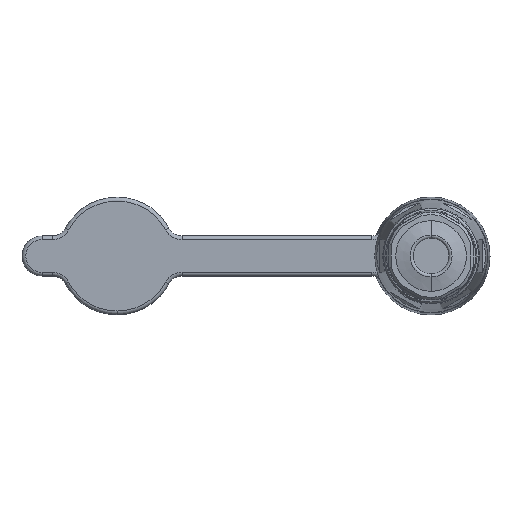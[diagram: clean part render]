
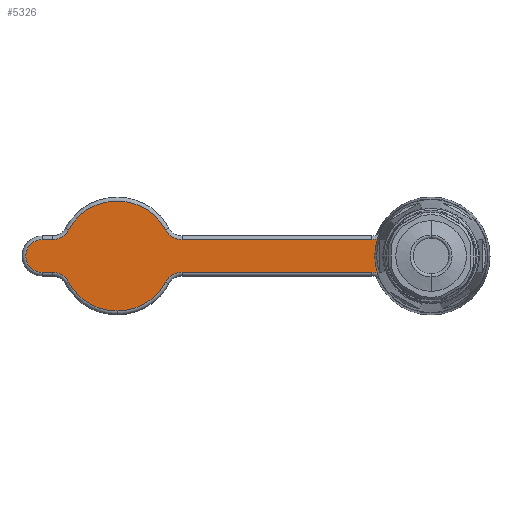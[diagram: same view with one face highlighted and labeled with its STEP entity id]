
A CAD part, left-side view. The second image highlights one B-rep face of the part: STEP entity #5326.
In plain terms, the highlighted face is planar.
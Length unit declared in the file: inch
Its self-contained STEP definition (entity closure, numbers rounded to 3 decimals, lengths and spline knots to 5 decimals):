
#4 = DIRECTION ( 'NONE',  ( 0., 0., 1. ) ) ;
#48 = VERTEX_POINT ( 'NONE', #3383 ) ;
#55 = EDGE_CURVE ( 'NONE', #5542, #1349, #1841, .T. ) ;
#93 = CARTESIAN_POINT ( 'NONE',  ( 0., -0.06398, 0.25591 ) ) ;
#103 = CARTESIAN_POINT ( 'NONE',  ( 0.93021, -0.06398, 0.25591 ) ) ;
#108 = LINE ( 'NONE', #1282, #4564 ) ;
#150 = EDGE_CURVE ( 'NONE', #5141, #3472, #1580, .T. ) ;
#253 = CIRCLE ( 'NONE', #2241, 0.21654 ) ;
#269 = CARTESIAN_POINT ( 'NONE',  ( 5.70334, -0.06398, -0.41105 ) ) ;
#281 = DIRECTION ( 'NONE',  ( 0., 1., 0. ) ) ;
#299 = ORIENTED_EDGE ( 'NONE', *, *, #1512, .T. ) ;
#371 = CARTESIAN_POINT ( 'NONE',  ( 5.96324, -0.06398, -0.55118 ) ) ;
#372 = DIRECTION ( 'NONE',  ( 0., 1., 0. ) ) ;
#457 = CARTESIAN_POINT ( 'NONE',  ( 0., -0.06398, 0.25591 ) ) ;
#484 = CARTESIAN_POINT ( 'NONE',  ( 4.17855, -0.06398, -0.41105 ) ) ;
#492 = AXIS2_PLACEMENT_3D ( 'NONE', #709, #3722, #1161 ) ;
#545 = DIRECTION ( 'NONE',  ( 0., 1., 0. ) ) ;
#547 = AXIS2_PLACEMENT_3D ( 'NONE', #3109, #545, #3557 ) ;
#578 = CARTESIAN_POINT ( 'NONE',  ( 6.12205, -0.06398, -0.25591 ) ) ;
#604 = CIRCLE ( 'NONE', #3190, 0.25591 ) ;
#709 = CARTESIAN_POINT ( 'NONE',  ( 0.93021, -0.06398, 0.47244 ) ) ;
#744 = AXIS2_PLACEMENT_3D ( 'NONE', #4910, #2325, #5333 ) ;
#759 = DIRECTION ( 'NONE',  ( 0., 1., 0. ) ) ;
#803 = DIRECTION ( 'NONE',  ( 0., 0., 1. ) ) ;
#837 = ORIENTED_EDGE ( 'NONE', *, *, #5011, .T. ) ;
#847 = EDGE_CURVE ( 'NONE', #3884, #4944, #2027, .T. ) ;
#1062 = VERTEX_POINT ( 'NONE', #4390 ) ;
#1129 = DIRECTION ( 'NONE',  ( 0., -1., 0. ) ) ;
#1147 = VECTOR ( 'NONE', #4470, 39.37008 ) ;
#1161 = DIRECTION ( 'NONE',  ( 0., 0., 1. ) ) ;
#1246 = ORIENTED_EDGE ( 'NONE', *, *, #2893, .T. ) ;
#1262 = DIRECTION ( 'NONE',  ( 1., 0., 0. ) ) ;
#1282 = CARTESIAN_POINT ( 'NONE',  ( 3.91865, -0.06398, -0.25591 ) ) ;
#1349 = VERTEX_POINT ( 'NONE', #578 ) ;
#1373 = CIRCLE ( 'NONE', #492, 0.21654 ) ;
#1406 = EDGE_CURVE ( 'NONE', #1349, #3907, #604, .T. ) ;
#1490 = AXIS2_PLACEMENT_3D ( 'NONE', #4666, #2075, #5090 ) ;
#1498 = CARTESIAN_POINT ( 'NONE',  ( 0.93021, -0.06398, -0.25591 ) ) ;
#1512 = EDGE_CURVE ( 'NONE', #3472, #1900, #1373, .T. ) ;
#1546 = CIRCLE ( 'NONE', #2607, 0.88583 ) ;
#1580 = LINE ( 'NONE', #457, #2571 ) ;
#1605 = AXIS2_PLACEMENT_3D ( 'NONE', #371, #3379, #803 ) ;
#1841 = LINE ( 'NONE', #4264, #1964 ) ;
#1853 = EDGE_CURVE ( 'NONE', #3907, #1062, #2287, .T. ) ;
#1882 = ORIENTED_EDGE ( 'NONE', *, *, #3772, .T. ) ;
#1900 = VERTEX_POINT ( 'NONE', #4938 ) ;
#1945 = CIRCLE ( 'NONE', #1490, 0.29528 ) ;
#1964 = VECTOR ( 'NONE', #1262, 39.37008 ) ;
#1993 = DIRECTION ( 'NONE',  ( 0., 0., 1. ) ) ;
#2027 = CIRCLE ( 'NONE', #4402, 0.86614 ) ;
#2075 = DIRECTION ( 'NONE',  ( 0., 1., 0. ) ) ;
#2152 = ORIENTED_EDGE ( 'NONE', *, *, #1853, .T. ) ;
#2241 = AXIS2_PLACEMENT_3D ( 'NONE', #2842, #281, #3279 ) ;
#2253 = EDGE_LOOP ( 'NONE', ( #2431, #299, #3960, #4469, #5235, #1882, #5219, #2465, #2768, #2856, #2152, #1246, #4146, #3816, #837 ) ) ;
#2287 = LINE ( 'NONE', #93, #1147 ) ;
#2325 = DIRECTION ( 'NONE',  ( 0., -1., 0. ) ) ;
#2358 = DIRECTION ( 'NONE',  ( 0., -1., 0. ) ) ;
#2375 = EDGE_CURVE ( 'NONE', #3118, #5542, #4304, .T. ) ;
#2376 = CARTESIAN_POINT ( 'NONE',  ( 6.12205, -0.06398, 0.25591 ) ) ;
#2431 = ORIENTED_EDGE ( 'NONE', *, *, #150, .T. ) ;
#2465 = ORIENTED_EDGE ( 'NONE', *, *, #2375, .T. ) ;
#2492 = CARTESIAN_POINT ( 'NONE',  ( 3.91865, -0.06398, -0.25591 ) ) ;
#2571 = VECTOR ( 'NONE', #3010, 39.37008 ) ;
#2576 = DIRECTION ( 'NONE',  ( 0., -1., 0. ) ) ;
#2607 = AXIS2_PLACEMENT_3D ( 'NONE', #2947, #372, #3380 ) ;
#2768 = ORIENTED_EDGE ( 'NONE', *, *, #55, .T. ) ;
#2769 = VERTEX_POINT ( 'NONE', #3657 ) ;
#2823 = EDGE_CURVE ( 'NONE', #48, #4279, #253, .T. ) ;
#2842 = CARTESIAN_POINT ( 'NONE',  ( 0.93021, -0.06398, -0.47244 ) ) ;
#2856 = ORIENTED_EDGE ( 'NONE', *, *, #1406, .T. ) ;
#2886 = CIRCLE ( 'NONE', #547, 0.29528 ) ;
#2893 = EDGE_CURVE ( 'NONE', #1062, #2769, #4568, .T. ) ;
#2947 = CARTESIAN_POINT ( 'NONE',  ( 0., -0.06398, 0. ) ) ;
#3010 = DIRECTION ( 'NONE',  ( -1., 0., 0. ) ) ;
#3109 = CARTESIAN_POINT ( 'NONE',  ( 3.91865, -0.06398, -0.55118 ) ) ;
#3118 = VERTEX_POINT ( 'NONE', #269 ) ;
#3187 = VERTEX_POINT ( 'NONE', #2492 ) ;
#3190 = AXIS2_PLACEMENT_3D ( 'NONE', #4936, #2358, #5361 ) ;
#3222 = EDGE_CURVE ( 'NONE', #1900, #48, #1546, .T. ) ;
#3279 = DIRECTION ( 'NONE',  ( 0., 0., 1. ) ) ;
#3293 = CARTESIAN_POINT ( 'NONE',  ( 4.17855, -0.06398, 0.41105 ) ) ;
#3296 = EDGE_CURVE ( 'NONE', #4279, #3187, #108, .T. ) ;
#3336 = CARTESIAN_POINT ( 'NONE',  ( 5.96324, -0.06398, 0.55118 ) ) ;
#3379 = DIRECTION ( 'NONE',  ( 0., 1., 0. ) ) ;
#3380 = DIRECTION ( 'NONE',  ( 0., 0., 1. ) ) ;
#3383 = CARTESIAN_POINT ( 'NONE',  ( 0.84219, -0.06398, -0.2746 ) ) ;
#3412 = VERTEX_POINT ( 'NONE', #484 ) ;
#3472 = VERTEX_POINT ( 'NONE', #103 ) ;
#3482 = CARTESIAN_POINT ( 'NONE',  ( 3.91865, -0.06398, 0.25591 ) ) ;
#3557 = DIRECTION ( 'NONE',  ( 0., 0., 1. ) ) ;
#3623 = CARTESIAN_POINT ( 'NONE',  ( 4.94094, -0.06398, 0.86614 ) ) ;
#3657 = CARTESIAN_POINT ( 'NONE',  ( 5.70334, -0.06398, 0.41105 ) ) ;
#3672 = AXIS2_PLACEMENT_3D ( 'NONE', #3336, #759, #3776 ) ;
#3702 = CARTESIAN_POINT ( 'NONE',  ( 4.94094, -0.06398, 0. ) ) ;
#3722 = DIRECTION ( 'NONE',  ( 0., 1., 0. ) ) ;
#3772 = EDGE_CURVE ( 'NONE', #3187, #3412, #2886, .T. ) ;
#3776 = DIRECTION ( 'NONE',  ( 0., 0., 1. ) ) ;
#3816 = ORIENTED_EDGE ( 'NONE', *, *, #847, .T. ) ;
#3843 = DIRECTION ( 'NONE',  ( 1., 0., 0. ) ) ;
#3884 = VERTEX_POINT ( 'NONE', #3623 ) ;
#3907 = VERTEX_POINT ( 'NONE', #2376 ) ;
#3952 = EDGE_CURVE ( 'NONE', #2769, #3884, #5389, .T. ) ;
#3960 = ORIENTED_EDGE ( 'NONE', *, *, #3222, .T. ) ;
#4082 = CARTESIAN_POINT ( 'NONE',  ( 5.96324, -0.06398, -0.25591 ) ) ;
#4132 = DIRECTION ( 'NONE',  ( 0., 0., 1. ) ) ;
#4138 = CARTESIAN_POINT ( 'NONE',  ( 0., -0.06398, 0. ) ) ;
#4146 = ORIENTED_EDGE ( 'NONE', *, *, #3952, .T. ) ;
#4246 = EDGE_CURVE ( 'NONE', #3412, #3118, #4316, .T. ) ;
#4264 = CARTESIAN_POINT ( 'NONE',  ( 6.12205, -0.06398, -0.25591 ) ) ;
#4279 = VERTEX_POINT ( 'NONE', #1498 ) ;
#4304 = CIRCLE ( 'NONE', #1605, 0.29528 ) ;
#4316 = CIRCLE ( 'NONE', #744, 0.86614 ) ;
#4390 = CARTESIAN_POINT ( 'NONE',  ( 5.96324, -0.06398, 0.25591 ) ) ;
#4402 = AXIS2_PLACEMENT_3D ( 'NONE', #5156, #2576, #4 ) ;
#4469 = ORIENTED_EDGE ( 'NONE', *, *, #2823, .T. ) ;
#4470 = DIRECTION ( 'NONE',  ( -1., 0., 0. ) ) ;
#4564 = VECTOR ( 'NONE', #3843, 39.37008 ) ;
#4568 = CIRCLE ( 'NONE', #3672, 0.29528 ) ;
#4583 = DIRECTION ( 'NONE',  ( 0., 1., 0. ) ) ;
#4666 = CARTESIAN_POINT ( 'NONE',  ( 3.91865, -0.06398, 0.55118 ) ) ;
#4910 = CARTESIAN_POINT ( 'NONE',  ( 4.94094, -0.06398, 0. ) ) ;
#4936 = CARTESIAN_POINT ( 'NONE',  ( 6.12205, -0.06398, 0. ) ) ;
#4938 = CARTESIAN_POINT ( 'NONE',  ( 0.84219, -0.06398, 0.2746 ) ) ;
#4944 = VERTEX_POINT ( 'NONE', #3293 ) ;
#5011 = EDGE_CURVE ( 'NONE', #4944, #5141, #1945, .T. ) ;
#5090 = DIRECTION ( 'NONE',  ( 0., 0., 1. ) ) ;
#5141 = VERTEX_POINT ( 'NONE', #3482 ) ;
#5156 = CARTESIAN_POINT ( 'NONE',  ( 4.94094, -0.06398, 0. ) ) ;
#5171 = AXIS2_PLACEMENT_3D ( 'NONE', #3702, #1129, #4132 ) ;
#5219 = ORIENTED_EDGE ( 'NONE', *, *, #4246, .T. ) ;
#5235 = ORIENTED_EDGE ( 'NONE', *, *, #3296, .T. ) ;
#5326 = ADVANCED_FACE ( 'NONE', ( #5445 ), #5418, .F. ) ;
#5333 = DIRECTION ( 'NONE',  ( 0., 0., 1. ) ) ;
#5361 = DIRECTION ( 'NONE',  ( 0., 0., 1. ) ) ;
#5389 = CIRCLE ( 'NONE', #5171, 0.86614 ) ;
#5406 = AXIS2_PLACEMENT_3D ( 'NONE', #4138, #4583, #1993 ) ;
#5418 = PLANE ( 'NONE',  #5406 ) ;
#5445 = FACE_OUTER_BOUND ( 'NONE', #2253, .T. ) ;
#5542 = VERTEX_POINT ( 'NONE', #4082 ) ;
